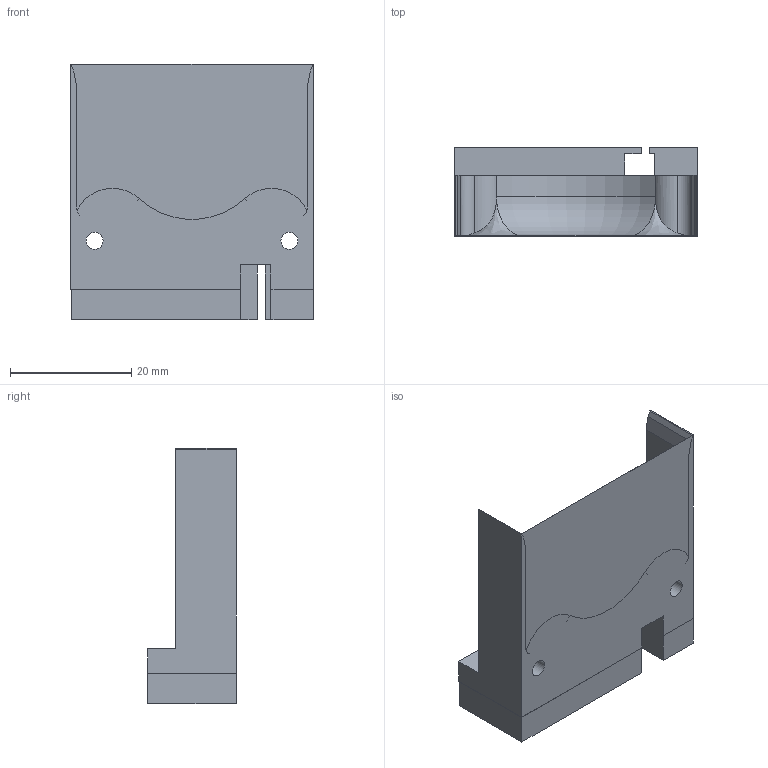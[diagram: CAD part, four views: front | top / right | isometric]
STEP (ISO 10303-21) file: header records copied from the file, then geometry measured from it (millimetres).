
FILE_DESCRIPTION(/* description */ (''),/* implementation_level */ '2;1');
FILE_NAME(/* name */ 'fanduct2.stp',/* time_stamp */ '2021-03-18T18:25:13-04:00',/* author */ ('dkiiv'),/* organization */ (''),/* preprocessor_version */ 'ST-DEVELOPER v18',/* originating_system */ 'Autodesk Inventor 2020',/* authorisation */ '');
FILE_SCHEMA (('AUTOMOTIVE_DESIGN { 1 0 10303 214 3 1 1 }'));
Length unit declared in the file: millimetre
Products named in the file (1): fanduct2
Bounding box: 40 x 14.62 x 42 mm (x, y, z)
Volume: 7004.1 mm3; surface area: 6220.8 mm2
Topology: 1 solids, 1 shells, 42 faces, 116 edges, 74 vertices
Faces by surface type: plane 32, cylinder 7, bspline 2, torus 1
Full cylindrical faces by diameter (mm): 2.8 x2
Entity records: 1420 total; most frequent: CARTESIAN_POINT 311, ORIENTED_EDGE 228, DIRECTION 209, EDGE_CURVE 114, LINE 93, VECTOR 93, VERTEX_POINT 74, AXIS2_PLACEMENT_3D 58
